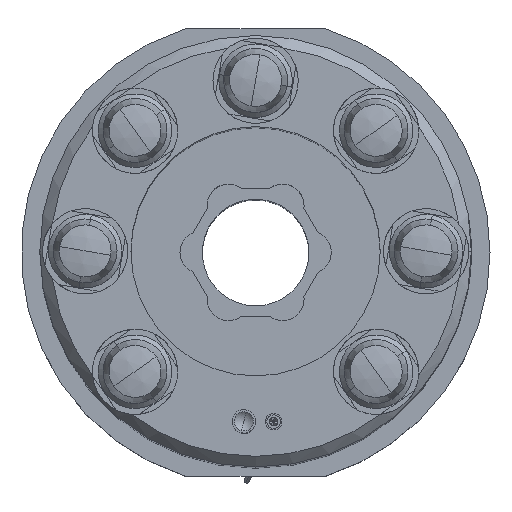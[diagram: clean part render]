
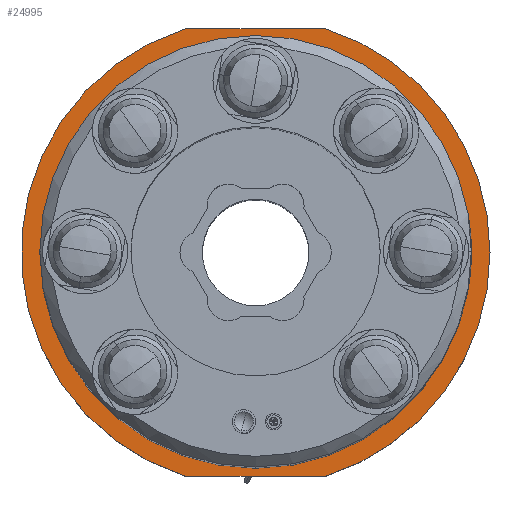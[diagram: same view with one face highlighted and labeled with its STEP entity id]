
A CAD part, top view. The second image highlights one B-rep face of the part: STEP entity #24995.
In plain terms, the highlighted planar face has unit normal (0, 0, 1).
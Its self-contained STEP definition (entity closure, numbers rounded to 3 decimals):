
#143 = VERTEX_POINT ( 'NONE', #27215 ) ;
#409 = DIRECTION ( 'NONE',  ( 1., 0., 0. ) ) ;
#2792 = PLANE ( 'NONE',  #4376 ) ;
#4277 = EDGE_LOOP ( 'NONE', ( #19714, #12606 ) ) ;
#4376 = AXIS2_PLACEMENT_3D ( 'NONE', #20856, #18586, #23280 ) ;
#4466 = ORIENTED_EDGE ( 'NONE', *, *, #20416, .T. ) ;
#4498 = EDGE_CURVE ( 'Defeature ausgef�hrt6_6+Defeature ausgef�hrt6_7+Defeature ausgef�hrt6_7+Defeature ausgef�hrt6_7', #15968, #26269, #21838, .T. ) ;
#6967 = DIRECTION ( 'NONE',  ( 1., 0., 0. ) ) ;
#7091 = DIRECTION ( 'NONE',  ( 0., 0., 1. ) ) ;
#7737 = AXIS2_PLACEMENT_3D ( 'NONE', #31449, #21557, #6967 ) ;
#8383 = DIRECTION ( 'NONE',  ( 0., 0., 1. ) ) ;
#9064 = VECTOR ( 'NONE', #29381, 1000. ) ;
#9185 = ORIENTED_EDGE ( 'NONE', *, *, #11433, .T. ) ;
#9540 = FACE_BOUND ( 'NONE', #4277, .T. ) ;
#10080 = LINE ( 'NONE', #22579, #11017 ) ;
#10889 = EDGE_CURVE ( 'Defeature ausgef�hrt6_7+Defeature ausgef�hrt6_8+Defeature ausgef�hrt6_19+Defeature ausgef�hrt6_18', #16554, #25792, #11610, .T. ) ;
#11017 = VECTOR ( 'NONE', #409, 1000. ) ;
#11211 = AXIS2_PLACEMENT_3D ( 'NONE', #18478, #8383, #25532 ) ;
#11433 = EDGE_CURVE ( 'Defeature ausgef�hrt6_7+Defeature ausgef�hrt6_18+Defeature ausgef�hrt6_8+Defeature ausgef�hrt6_3', #25555, #18259, #19614, .T. ) ;
#11610 = CIRCLE ( 'NONE', #26933, 11. ) ;
#12167 = CARTESIAN_POINT ( 'NONE',  ( 0., 0., -33.5 ) ) ;
#12390 = CARTESIAN_POINT ( 'NONE',  ( 0., 0., -33.5 ) ) ;
#12606 = ORIENTED_EDGE ( 'NONE', *, *, #23197, .F. ) ;
#12626 = AXIS2_PLACEMENT_3D ( 'NONE', #12167, #24183, #16815 ) ;
#13740 = DIRECTION ( 'NONE',  ( 0., 0., 1. ) ) ;
#13903 = ORIENTED_EDGE ( 'NONE', *, *, #10889, .T. ) ;
#15735 = CIRCLE ( 'NONE', #19813, 10.125 ) ;
#15884 = CARTESIAN_POINT ( 'NONE',  ( -10.125, 0., -33.5 ) ) ;
#15968 = VERTEX_POINT ( 'NONE', #30874 ) ;
#16554 = VERTEX_POINT ( 'NONE', #26649 ) ;
#16790 = CARTESIAN_POINT ( 'NONE',  ( -3.279, 10.5, -33.5 ) ) ;
#16815 = DIRECTION ( 'NONE',  ( 1., 0., 0. ) ) ;
#16892 = DIRECTION ( 'NONE',  ( 1., 0., 0. ) ) ;
#18259 = VERTEX_POINT ( 'NONE', #16790 ) ;
#18478 = CARTESIAN_POINT ( 'NONE',  ( 0., 0., -33.5 ) ) ;
#18493 = ORIENTED_EDGE ( 'NONE', *, *, #23946, .T. ) ;
#18586 = DIRECTION ( 'NONE',  ( 0., 0., -1. ) ) ;
#19321 = FACE_OUTER_BOUND ( 'NONE', #30907, .T. ) ;
#19491 = EDGE_CURVE ( 'Defeature ausgef�hrt6_7+Defeature ausgef�hrt6_8+Defeature ausgef�hrt6_19+Defeature ausgef�hrt6_18', #25792, #25555, #28715, .T. ) ;
#19614 = LINE ( 'NONE', #19776, #9064 ) ;
#19714 = ORIENTED_EDGE ( 'NONE', *, *, #4498, .F. ) ;
#19776 = CARTESIAN_POINT ( 'NONE',  ( 0., 10.5, -33.5 ) ) ;
#19813 = AXIS2_PLACEMENT_3D ( 'NONE', #12390, #7091, #16892 ) ;
#20416 = EDGE_CURVE ( 'Defeature ausgef�hrt6_7+Defeature ausgef�hrt6_19+Defeature ausgef�hrt6_3+Defeature ausgef�hrt6_8', #143, #16554, #10080, .T. ) ;
#20856 = CARTESIAN_POINT ( 'NONE',  ( 0., 10.125, -33.5 ) ) ;
#21557 = DIRECTION ( 'NONE',  ( 0., 0., 1. ) ) ;
#21838 = CIRCLE ( 'NONE', #12626, 10.125 ) ;
#21928 = CARTESIAN_POINT ( 'NONE',  ( 3.279, 10.5, -33.5 ) ) ;
#22579 = CARTESIAN_POINT ( 'NONE',  ( 0., -10.5, -33.5 ) ) ;
#23197 = EDGE_CURVE ( 'Defeature ausgef�hrt6_6+Defeature ausgef�hrt6_7+Defeature ausgef�hrt6_7+Defeature ausgef�hrt6_7', #26269, #15968, #15735, .T. ) ;
#23280 = DIRECTION ( 'NONE',  ( -1., 0., 0. ) ) ;
#23946 = EDGE_CURVE ( 'Defeature ausgef�hrt6_7+Defeature ausgef�hrt6_3+Defeature ausgef�hrt6_18+Defeature ausgef�hrt6_19', #18259, #143, #25004, .T. ) ;
#24183 = DIRECTION ( 'NONE',  ( 0., 0., 1. ) ) ;
#24658 = ORIENTED_EDGE ( 'NONE', *, *, #19491, .T. ) ;
#24995 = ADVANCED_FACE ( 'Defeature ausgef�hrt6_7', ( #9540, #19321 ), #2792, .F. ) ;
#25004 = CIRCLE ( 'NONE', #11211, 11. ) ;
#25532 = DIRECTION ( 'NONE',  ( 1., 0., 0. ) ) ;
#25555 = VERTEX_POINT ( 'NONE', #21928 ) ;
#25792 = VERTEX_POINT ( 'NONE', #30197 ) ;
#26269 = VERTEX_POINT ( 'NONE', #15884 ) ;
#26649 = CARTESIAN_POINT ( 'NONE',  ( 3.279, -10.5, -33.5 ) ) ;
#26933 = AXIS2_PLACEMENT_3D ( 'NONE', #30804, #13740, #27941 ) ;
#27215 = CARTESIAN_POINT ( 'NONE',  ( -3.279, -10.5, -33.5 ) ) ;
#27941 = DIRECTION ( 'NONE',  ( 1., 0., 0. ) ) ;
#28715 = CIRCLE ( 'NONE', #7737, 11. ) ;
#29381 = DIRECTION ( 'NONE',  ( -1., 0., 0. ) ) ;
#30197 = CARTESIAN_POINT ( 'NONE',  ( 11., 0., -33.5 ) ) ;
#30804 = CARTESIAN_POINT ( 'NONE',  ( 0., 0., -33.5 ) ) ;
#30874 = CARTESIAN_POINT ( 'NONE',  ( 10.125, 0., -33.5 ) ) ;
#30907 = EDGE_LOOP ( 'NONE', ( #18493, #4466, #13903, #24658, #9185 ) ) ;
#31449 = CARTESIAN_POINT ( 'NONE',  ( 0., 0., -33.5 ) ) ;
